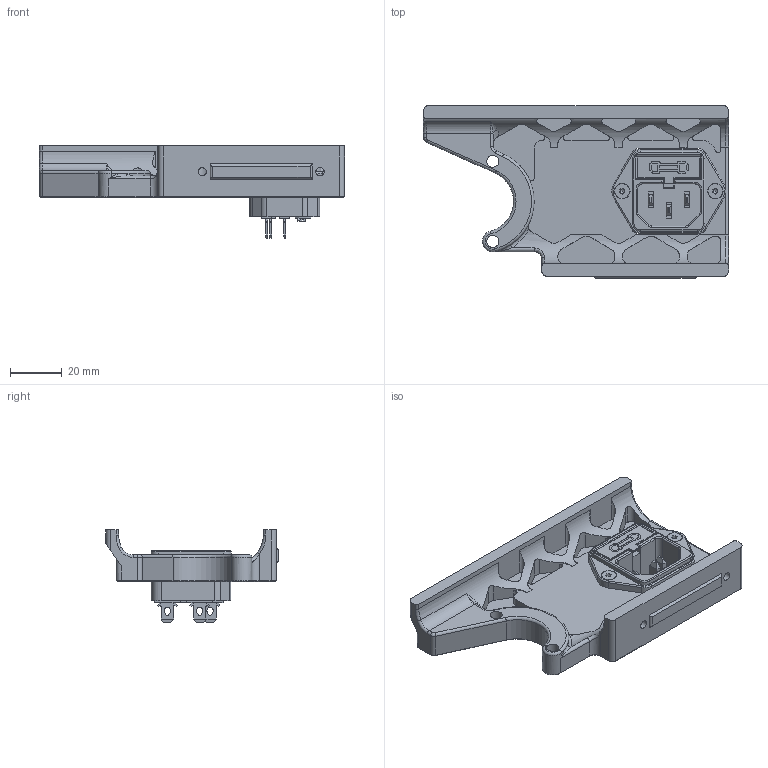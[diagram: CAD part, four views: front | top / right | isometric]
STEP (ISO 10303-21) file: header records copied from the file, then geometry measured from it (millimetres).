
FILE_DESCRIPTION(/* description */ ('Unknown'),/* implementation_level */ '2;1');
FILE_NAME(/* name */ 'power_inlet_no_power_switch',/* time_stamp */ '2025-07-19T19:33:08+02:00',/* author */ ('Unknown'),/* organization */ ('Unknown'),/* preprocessor_version */ 'ST-DEVELOPER v20',/* originating_system */ 'Solid Edge',/* authorisation */ 'Unknown');
FILE_SCHEMA (('AUTOMOTIVE_DESIGN {1 0 10303 214 3 1 1}'));
Length unit declared in the file: millimetre
Products named in the file (5): power_inlet_no_power_switch;  Main Plug JR-101-1F; Heat Insert M3 Short 5x4; M3x10 hex countersunk-head screw
Assembly tree (6 placements, depth 2):
  power_inlet_no_power_switch
    power_inlet_no_power_switch
     Main Plug JR-101-1F
    Heat Insert M3 Short 5x4  x2
    M3x10 hex countersunk-head screw  x2
Bounding box: 118 x 66.8 x 35.7 mm (x, y, z)
Volume: 55051.1 mm3; surface area: 30847.3 mm2
Topology: 7 solids, 7 shells, 987 faces, 2584 edges, 1636 vertices
Faces by surface type: plane 510, cylinder 276, bspline 91, cone 80, torus 30
Full cylindrical faces by diameter (mm): 2.529 x12, 3 x2, 3.086 x14, 3.2 x4, 3.5 x2, 3.8 x1, 4 x4, 4.25 x2, 4.6 x2, 4.7 x3, 5.75 x2, 6 x4
Entity records: 30683 total; most frequent: CARTESIAN_POINT 7431, ORIENTED_EDGE 4392, DIRECTION 4048, EDGE_CURVE 2196, VERTEX_POINT 1406, LINE 1376, VECTOR 1376, AXIS2_PLACEMENT_3D 1336
